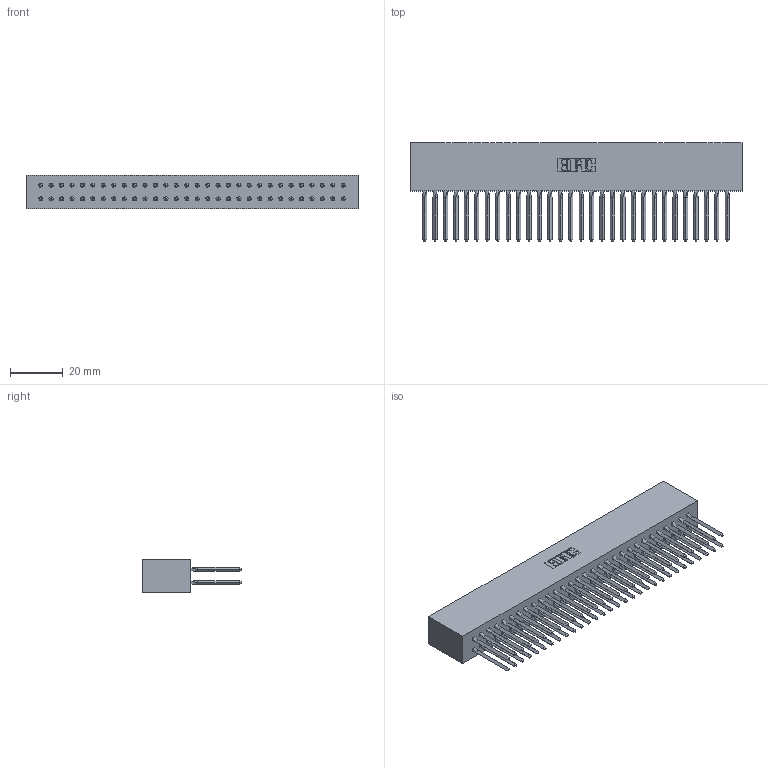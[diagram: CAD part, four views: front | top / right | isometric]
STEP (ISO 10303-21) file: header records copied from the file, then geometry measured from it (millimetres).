
FILE_DESCRIPTION (( 'STEP AP203' ), '1' );
FILE_NAME ('317-060-540-801.STEP', '2020-02-28T04:55:24', ( '' ), ( '' ), 'SwSTEP 2.0', 'SolidWorks 2016', '' );
FILE_SCHEMA (( 'CONFIG_CONTROL_DESIGN' ));
Length unit declared in the file: inch
Products named in the file (3): 317 Part_Lugless; 317-060-540-801; 317-290-001_540
Assembly tree (61 placements, depth 2):
  317-060-540-801
    317 Part_Lugless
    317-290-001_540  x60
Bounding box: 126.09 x 37.34 x 12.7 mm (x, y, z)
Volume: 22548.9 mm3; surface area: 33421.9 mm2
Topology: 61 solids, 61 shells, 5430 faces, 15059 edges, 9698 vertices
Faces by surface type: plane 4430, cylinder 760, bspline 240
Entity records: 44630 total; most frequent: CARTESIAN_POINT 8199, ORIENTED_EDGE 7698, DIRECTION 6415, EDGE_CURVE 3849, LINE 3601, VECTOR 3601, VERTEX_POINT 2559, AXIS2_PLACEMENT_3D 1407
